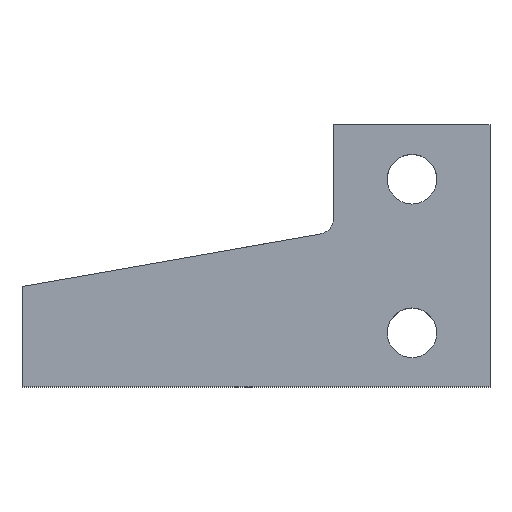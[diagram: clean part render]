
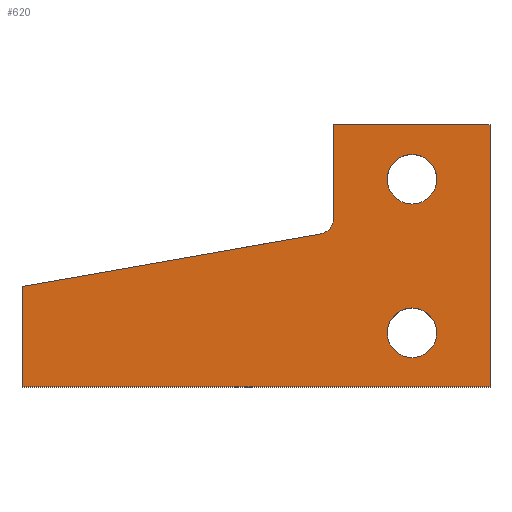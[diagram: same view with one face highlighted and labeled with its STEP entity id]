
A CAD part, top view. The second image highlights one B-rep face of the part: STEP entity #620.
In plain terms, the highlighted planar face has unit normal (0, 0, 1).
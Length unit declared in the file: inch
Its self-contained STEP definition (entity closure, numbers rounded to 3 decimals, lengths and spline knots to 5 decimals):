
#4 = CARTESIAN_POINT ( 'NONE',  ( 0.28209, -0.13683, 0. ) ) ;
#5 = CARTESIAN_POINT ( 'NONE',  ( -0.41791, -0.05383, 0. ) ) ;
#8 = DIRECTION ( 'NONE',  ( 0., 0., 1. ) ) ;
#9 = CARTESIAN_POINT ( 'NONE',  ( 0.42209, -0.23383, 0. ) ) ;
#12 = CARTESIAN_POINT ( 'NONE',  ( 0.42209, 0.23617, 0. ) ) ;
#14 = DIRECTION ( 'NONE',  ( -1., 0., 0. ) ) ;
#15 = CARTESIAN_POINT ( 'NONE',  ( 0.28209, 0.13876, 0. ) ) ;
#19 = DIRECTION ( 'NONE',  ( 0., 0., -1. ) ) ;
#20 = VERTEX_POINT ( 'NONE', #62 ) ;
#28 = DIRECTION ( 'NONE',  ( 0., -1., 0. ) ) ;
#30 = VERTEX_POINT ( 'NONE', #65 ) ;
#31 = DIRECTION ( 'NONE',  ( 1., 0., 0. ) ) ;
#40 = VERTEX_POINT ( 'NONE', #79 ) ;
#44 = CARTESIAN_POINT ( 'NONE',  ( -0.41791, -0.23383, 0. ) ) ;
#48 = CARTESIAN_POINT ( 'NONE',  ( 0.1173, 0.04054, 0. ) ) ;
#55 = CARTESIAN_POINT ( 'NONE',  ( -0.41791, -0.05383, 0. ) ) ;
#59 = DIRECTION ( 'NONE',  ( 0., 1., 0. ) ) ;
#60 = CARTESIAN_POINT ( 'NONE',  ( 0.42209, 0.23617, 0. ) ) ;
#62 = CARTESIAN_POINT ( 'NONE',  ( 0.32659, 0.13876, 0. ) ) ;
#63 = DIRECTION ( 'NONE',  ( 1., 0., 0. ) ) ;
#65 = CARTESIAN_POINT ( 'NONE',  ( 0.23759, 0.13876, 0. ) ) ;
#75 = VERTEX_POINT ( 'NONE', #48 ) ;
#76 = VERTEX_POINT ( 'NONE', #44 ) ;
#79 = CARTESIAN_POINT ( 'NONE',  ( 0.32659, -0.13683, 0. ) ) ;
#84 = VERTEX_POINT ( 'NONE', #55 ) ;
#85 = DIRECTION ( 'NONE',  ( 1., 0., 0. ) ) ;
#90 = CARTESIAN_POINT ( 'NONE',  ( 0.28209, -0.13683, 0. ) ) ;
#95 = DIRECTION ( 'NONE',  ( -1., 0., 0. ) ) ;
#101 = DIRECTION ( 'NONE',  ( 0., 0., 1. ) ) ;
#103 = CARTESIAN_POINT ( 'NONE',  ( 0.14209, 0.04491, 0. ) ) ;
#111 = DIRECTION ( 'NONE',  ( 1., 0., 0. ) ) ;
#122 = DIRECTION ( 'NONE',  ( 0., 0., 1. ) ) ;
#123 = DIRECTION ( 'NONE',  ( -0.985, -0.174, 0. ) ) ;
#124 = DIRECTION ( 'NONE',  ( 1., 0., 0. ) ) ;
#128 = CARTESIAN_POINT ( 'NONE',  ( 0.28209, 0.13876, 0. ) ) ;
#131 = CARTESIAN_POINT ( 'NONE',  ( 0.11209, 0.07009, 0. ) ) ;
#134 = DIRECTION ( 'NONE',  ( 0., 0., 1. ) ) ;
#137 = CARTESIAN_POINT ( 'NONE',  ( 0.42209, -0.23383, 0. ) ) ;
#142 = DIRECTION ( 'NONE',  ( 0., 0., -1. ) ) ;
#150 = CARTESIAN_POINT ( 'NONE',  ( 0.14209, 0.07009, 0. ) ) ;
#151 = CARTESIAN_POINT ( 'NONE',  ( -0.41791, -0.23383, 0. ) ) ;
#153 = CARTESIAN_POINT ( 'NONE',  ( 0.23759, -0.13683, 0. ) ) ;
#155 = CARTESIAN_POINT ( 'NONE',  ( 0.42209, 0.23617, 0. ) ) ;
#157 = DIRECTION ( 'NONE',  ( 0., -1., 0. ) ) ;
#158 = PLANE ( 'NONE',  #213 ) ;
#159 = CARTESIAN_POINT ( 'NONE',  ( 0.14209, 0.23617, 0. ) ) ;
#161 = CARTESIAN_POINT ( 'NONE',  ( 0.14209, 0.23617, 0. ) ) ;
#163 = DIRECTION ( 'NONE',  ( -1., 0., 0. ) ) ;
#167 = AXIS2_PLACEMENT_3D ( 'NONE', #15, #134, #124 ) ;
#171 = AXIS2_PLACEMENT_3D ( 'NONE', #128, #122, #85 ) ;
#197 = EDGE_CURVE ( 'NONE', #20, #30, #590, .T. ) ;
#205 = AXIS2_PLACEMENT_3D ( 'NONE', #4, #8, #111 ) ;
#206 = EDGE_CURVE ( 'NONE', #313, #75, #613, .T. ) ;
#207 = EDGE_CURVE ( 'NONE', #30, #20, #614, .T. ) ;
#212 = EDGE_CURVE ( 'NONE', #84, #76, #594, .T. ) ;
#213 = AXIS2_PLACEMENT_3D ( 'NONE', #151, #142, #163 ) ;
#219 = EDGE_CURVE ( 'NONE', #304, #40, #599, .T. ) ;
#222 = EDGE_CURVE ( 'NONE', #311, #310, #601, .T. ) ;
#225 = EDGE_CURVE ( 'NONE', #76, #300, #603, .T. ) ;
#230 = EDGE_CURVE ( 'NONE', #75, #84, #607, .T. ) ;
#247 = EDGE_CURVE ( 'NONE', #40, #304, #399, .T. ) ;
#251 = EDGE_CURVE ( 'NONE', #300, #311, #403, .T. ) ;
#252 = AXIS2_PLACEMENT_3D ( 'NONE', #131, #19, #14 ) ;
#253 = AXIS2_PLACEMENT_3D ( 'NONE', #90, #101, #63 ) ;
#259 = EDGE_CURVE ( 'NONE', #310, #313, #414, .T. ) ;
#300 = VERTEX_POINT ( 'NONE', #137 ) ;
#304 = VERTEX_POINT ( 'NONE', #153 ) ;
#310 = VERTEX_POINT ( 'NONE', #159 ) ;
#311 = VERTEX_POINT ( 'NONE', #155 ) ;
#313 = VERTEX_POINT ( 'NONE', #150 ) ;
#385 = FACE_BOUND ( 'NONE', #480, .T. ) ;
#391 = VECTOR ( 'NONE', #123, 39.37008 ) ;
#399 = CIRCLE ( 'NONE', #205, 0.0445 ) ;
#403 = LINE ( 'NONE', #60, #404 ) ;
#404 = VECTOR ( 'NONE', #59, 39.37008 ) ;
#414 = LINE ( 'NONE', #161, #415 ) ;
#415 = VECTOR ( 'NONE', #157, 39.37008 ) ;
#416 = FACE_BOUND ( 'NONE', #483, .T. ) ;
#417 = FACE_OUTER_BOUND ( 'NONE', #481, .T. ) ;
#468 = ORIENTED_EDGE ( 'NONE', *, *, #251, .T. ) ;
#480 = EDGE_LOOP ( 'NONE', ( #551, #550 ) ) ;
#481 = EDGE_LOOP ( 'NONE', ( #555, #554, #468, #557, #556, #559, #558 ) ) ;
#483 = EDGE_LOOP ( 'NONE', ( #553, #552 ) ) ;
#550 = ORIENTED_EDGE ( 'NONE', *, *, #207, .F. ) ;
#551 = ORIENTED_EDGE ( 'NONE', *, *, #197, .F. ) ;
#552 = ORIENTED_EDGE ( 'NONE', *, *, #219, .F. ) ;
#553 = ORIENTED_EDGE ( 'NONE', *, *, #247, .F. ) ;
#554 = ORIENTED_EDGE ( 'NONE', *, *, #225, .T. ) ;
#555 = ORIENTED_EDGE ( 'NONE', *, *, #212, .T. ) ;
#556 = ORIENTED_EDGE ( 'NONE', *, *, #259, .T. ) ;
#557 = ORIENTED_EDGE ( 'NONE', *, *, #222, .T. ) ;
#558 = ORIENTED_EDGE ( 'NONE', *, *, #230, .T. ) ;
#559 = ORIENTED_EDGE ( 'NONE', *, *, #206, .T. ) ;
#590 = CIRCLE ( 'NONE', #171, 0.0445 ) ;
#593 = VECTOR ( 'NONE', #28, 39.37008 ) ;
#594 = LINE ( 'NONE', #5, #593 ) ;
#599 = CIRCLE ( 'NONE', #253, 0.0445 ) ;
#601 = LINE ( 'NONE', #12, #604 ) ;
#603 = LINE ( 'NONE', #9, #605 ) ;
#604 = VECTOR ( 'NONE', #95, 39.37008 ) ;
#605 = VECTOR ( 'NONE', #31, 39.37008 ) ;
#607 = LINE ( 'NONE', #103, #391 ) ;
#613 = CIRCLE ( 'NONE', #252, 0.03 ) ;
#614 = CIRCLE ( 'NONE', #167, 0.0445 ) ;
#620 = ADVANCED_FACE ( 'NONE', ( #385, #416, #417 ), #158, .F. ) ;
